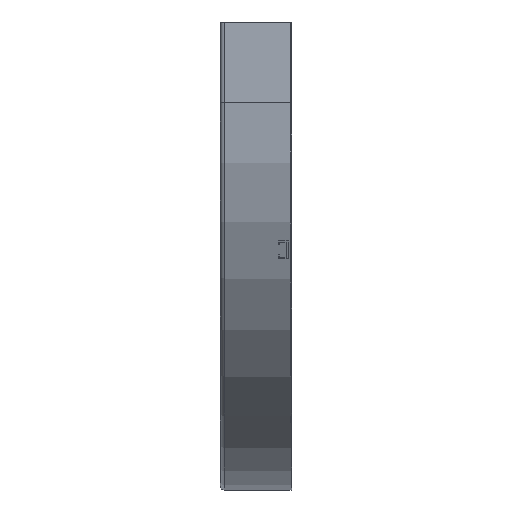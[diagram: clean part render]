
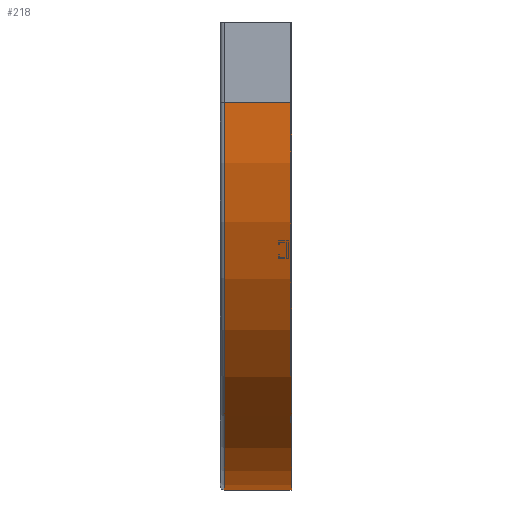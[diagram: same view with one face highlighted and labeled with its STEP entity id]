
A CAD part, left-side view. The second image highlights one B-rep face of the part: STEP entity #218.
In plain terms, the highlighted cylindrical face has radius 600 mm (diameter 1200 mm), a partial arc.
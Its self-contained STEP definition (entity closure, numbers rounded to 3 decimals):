
#99 = CARTESIAN_POINT ( 'NONE',  ( -600., 104., -125. ) ) ;
#106 = VERTEX_POINT ( 'NONE', #1984 ) ;
#218 = ADVANCED_FACE ( 'NONE', ( #2419 ), #2220, .T. ) ;
#224 = VERTEX_POINT ( 'NONE', #1923 ) ;
#356 = ORIENTED_EDGE ( 'NONE', *, *, #1074, .T. ) ;
#832 = CIRCLE ( 'NONE', #1350, 600. ) ;
#913 = DIRECTION ( 'NONE',  ( 0., 1., 0. ) ) ;
#937 = LINE ( 'NONE', #1903, #2478 ) ;
#1074 = EDGE_CURVE ( 'NONE', #1944, #1896, #937, .T. ) ;
#1122 = AXIS2_PLACEMENT_3D ( 'NONE', #1438, #2786, #1658 ) ;
#1173 = EDGE_LOOP ( 'NONE', ( #2584, #1665, #1576, #356 ) ) ;
#1283 = AXIS2_PLACEMENT_3D ( 'NONE', #2129, #2042, #2139 ) ;
#1350 = AXIS2_PLACEMENT_3D ( 'NONE', #99, #2131, #1915 ) ;
#1417 = EDGE_CURVE ( 'NONE', #106, #1896, #832, .T. ) ;
#1438 = CARTESIAN_POINT ( 'NONE',  ( -600., 0., -125. ) ) ;
#1472 = CARTESIAN_POINT ( 'NONE',  ( 0., 0., -125. ) ) ;
#1576 = ORIENTED_EDGE ( 'NONE', *, *, #2456, .T. ) ;
#1658 = DIRECTION ( 'NONE',  ( 0., 0., 1. ) ) ;
#1665 = ORIENTED_EDGE ( 'NONE', *, *, #2926, .F. ) ;
#1723 = CARTESIAN_POINT ( 'NONE',  ( -600., 0., -725. ) ) ;
#1847 = VECTOR ( 'NONE', #913, 1000. ) ;
#1852 = LINE ( 'NONE', #1472, #1847 ) ;
#1896 = VERTEX_POINT ( 'NONE', #2274 ) ;
#1903 = CARTESIAN_POINT ( 'NONE',  ( -600., 0., -725. ) ) ;
#1915 = DIRECTION ( 'NONE',  ( 1., 0., 0. ) ) ;
#1923 = CARTESIAN_POINT ( 'NONE',  ( 0., 0., -125. ) ) ;
#1944 = VERTEX_POINT ( 'NONE', #1723 ) ;
#1984 = CARTESIAN_POINT ( 'NONE',  ( 0., 104., -125. ) ) ;
#2035 = DIRECTION ( 'NONE',  ( 0., 1., 0. ) ) ;
#2042 = DIRECTION ( 'NONE',  ( 0., 1., 0. ) ) ;
#2129 = CARTESIAN_POINT ( 'NONE',  ( -600., 0., -125. ) ) ;
#2131 = DIRECTION ( 'NONE',  ( 0., 1., 0. ) ) ;
#2134 = CIRCLE ( 'NONE', #1122, 600. ) ;
#2139 = DIRECTION ( 'NONE',  ( 0., 0., 1. ) ) ;
#2220 = CYLINDRICAL_SURFACE ( 'NONE', #1283, 600. ) ;
#2274 = CARTESIAN_POINT ( 'NONE',  ( -600., 104., -725. ) ) ;
#2419 = FACE_OUTER_BOUND ( 'NONE', #1173, .T. ) ;
#2456 = EDGE_CURVE ( 'NONE', #224, #1944, #2134, .T. ) ;
#2478 = VECTOR ( 'NONE', #2035, 1000. ) ;
#2584 = ORIENTED_EDGE ( 'NONE', *, *, #1417, .F. ) ;
#2786 = DIRECTION ( 'NONE',  ( 0., 1., 0. ) ) ;
#2926 = EDGE_CURVE ( 'NONE', #224, #106, #1852, .T. ) ;
